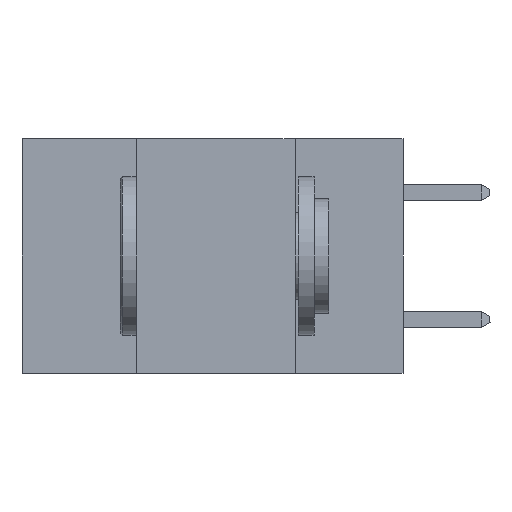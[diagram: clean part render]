
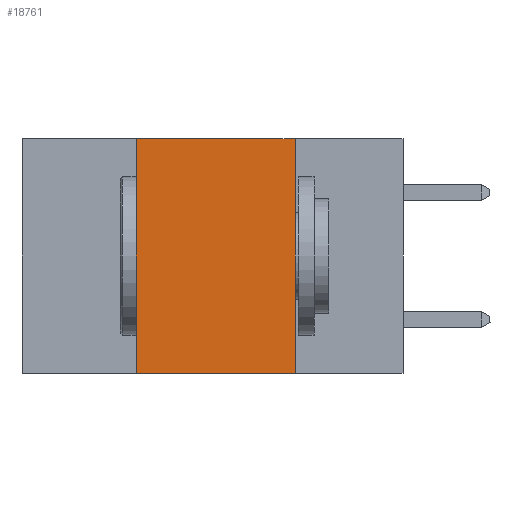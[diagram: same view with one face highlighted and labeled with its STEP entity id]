
A CAD part, left-side view. The second image highlights one B-rep face of the part: STEP entity #18761.
In plain terms, the highlighted planar face has unit normal (-1, 0, 0).
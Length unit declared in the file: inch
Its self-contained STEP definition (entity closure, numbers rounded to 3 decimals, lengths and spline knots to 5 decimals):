
#462 = LINE ( 'NONE', #24667, #9897 ) ;
#464 = DIRECTION ( 'NONE',  ( 0., 0., 1. ) ) ;
#746 = ORIENTED_EDGE ( 'NONE', *, *, #7984, .T. ) ;
#3860 = VECTOR ( 'NONE', #14742, 39.37008 ) ;
#5300 = VECTOR ( 'NONE', #464, 39.37008 ) ;
#5525 = CARTESIAN_POINT ( 'NONE',  ( 0., 0.42, 0. ) ) ;
#5640 = CARTESIAN_POINT ( 'NONE',  ( 0., 0.42, 0. ) ) ;
#6948 = AXIS2_PLACEMENT_3D ( 'NONE', #14097, #21616, #26261 ) ;
#7083 = VERTEX_POINT ( 'NONE', #19492 ) ;
#7984 = EDGE_CURVE ( 'NONE', #30333, #7083, #23730, .T. ) ;
#9897 = VECTOR ( 'NONE', #29738, 39.37008 ) ;
#10159 = EDGE_CURVE ( 'NONE', #21291, #7083, #462, .T. ) ;
#11473 = EDGE_LOOP ( 'NONE', ( #18508, #20304, #13099, #746 ) ) ;
#13099 = ORIENTED_EDGE ( 'NONE', *, *, #27128, .F. ) ;
#13113 = LINE ( 'NONE', #5640, #5300 ) ;
#14020 = CARTESIAN_POINT ( 'NONE',  ( 0., 0.6, -0.37 ) ) ;
#14097 = CARTESIAN_POINT ( 'NONE',  ( 0., 0.6, 0. ) ) ;
#14742 = DIRECTION ( 'NONE',  ( 0., -1., 0. ) ) ;
#16224 = VERTEX_POINT ( 'NONE', #5525 ) ;
#17067 = VECTOR ( 'NONE', #18811, 39.37008 ) ;
#17459 = CARTESIAN_POINT ( 'NONE',  ( 0., 0.6, 0. ) ) ;
#18508 = ORIENTED_EDGE ( 'NONE', *, *, #10159, .F. ) ;
#18761 = ADVANCED_FACE ( 'NONE', ( #27916 ), #21163, .F. ) ;
#18811 = DIRECTION ( 'NONE',  ( 0., -1., 0. ) ) ;
#19492 = CARTESIAN_POINT ( 'NONE',  ( 0., 0.17, -0.37 ) ) ;
#19513 = LINE ( 'NONE', #17459, #3860 ) ;
#20304 = ORIENTED_EDGE ( 'NONE', *, *, #21629, .F. ) ;
#21163 = PLANE ( 'NONE',  #6948 ) ;
#21291 = VERTEX_POINT ( 'NONE', #25882 ) ;
#21616 = DIRECTION ( 'NONE',  ( 1., 0., 0. ) ) ;
#21629 = EDGE_CURVE ( 'NONE', #16224, #21291, #19513, .T. ) ;
#23730 = LINE ( 'NONE', #14020, #17067 ) ;
#24303 = CARTESIAN_POINT ( 'NONE',  ( 0., 0.42, -0.37 ) ) ;
#24667 = CARTESIAN_POINT ( 'NONE',  ( 0., 0.17, 0. ) ) ;
#25882 = CARTESIAN_POINT ( 'NONE',  ( 0., 0.17, 0. ) ) ;
#26261 = DIRECTION ( 'NONE',  ( 0., 0., -1. ) ) ;
#27128 = EDGE_CURVE ( 'NONE', #30333, #16224, #13113, .T. ) ;
#27916 = FACE_OUTER_BOUND ( 'NONE', #11473, .T. ) ;
#29738 = DIRECTION ( 'NONE',  ( 0., 0., -1. ) ) ;
#30333 = VERTEX_POINT ( 'NONE', #24303 ) ;
